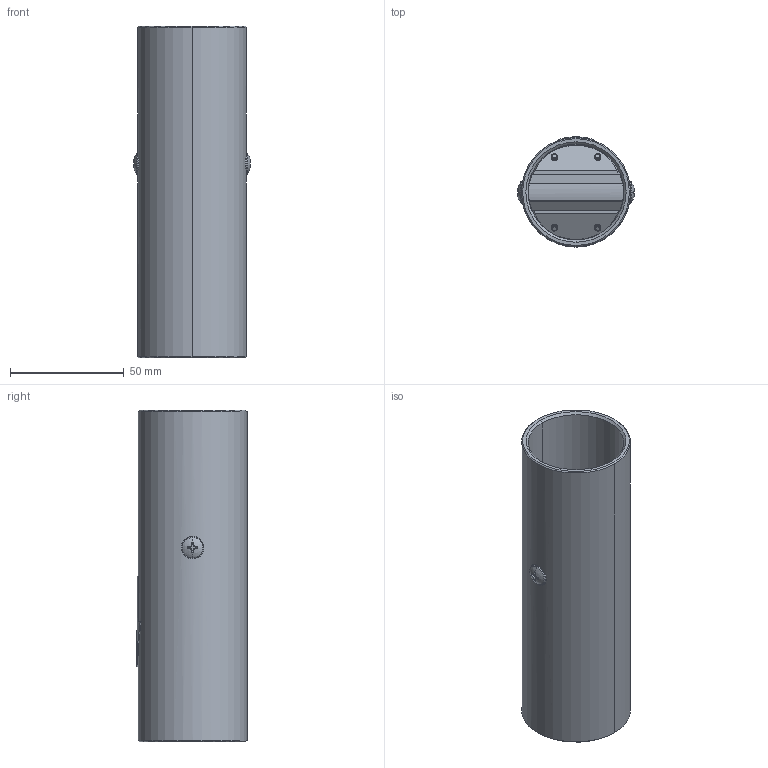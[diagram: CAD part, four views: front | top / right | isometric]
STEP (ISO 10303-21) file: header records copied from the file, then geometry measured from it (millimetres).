
FILE_DESCRIPTION((''),'2;1');
FILE_NAME('401-00087_ASM','2020-09-02T',('fjelitto'),('vacuvane vacuum technology gmbh'),'CREO PARAMETRIC BY PTC INC, 2018360','CREO PARAMETRIC BY PTC INC, 2018360','');
FILE_SCHEMA(('CONFIG_CONTROL_DESIGN'));
Length unit declared in the file: millimetre
Products named in the file (19): 401-00087-01; 1_5IN_INTERNALS_SPRING-1_-44646; 1_5IN_INTERNALS_SPRING-1_-44647; 1_5IN_INTERNALS_SPRING-1_-44648; 1_5IN_INTERNALS_SPRING-1_-44650; 1_5IN_INTERNALS_SPRING-1_-44656; 1_5IN_INTERNALS_SPRING-1_-44657; 1_5IN_INTERNALS_SPRING-1_-44658; 1_5IN_INTERNALS_SPRING-1_-44659; 1_5IN_INTERNALS_SPRING-1_-44661; 1_5IN_INTERNALS_SPRING-1_-44662; 1_5IN_INTERNALS_SPRING-1_-44663; 1_5IN_INTERNALS_SPRING-1_-44666; 1_5IN_INTERNALS_SPRING-1_-44667; 1_5IN_INTERNALS_SPRING-1_-44668; 13-1-0SP__1_5__ASM; 900-00041-03-DS_ASM; 900-00041-10; 401-00087_ASM
Assembly tree (19 placements, depth 4):
  401-00087_ASM
    401-00087-01
    900-00041-03-DS_ASM
      13-1-0SP__1_5__ASM
        1_5IN_INTERNALS_SPRING-1_-44646
        1_5IN_INTERNALS_SPRING-1_-44647
        1_5IN_INTERNALS_SPRING-1_-44648
        1_5IN_INTERNALS_SPRING-1_-44650
        1_5IN_INTERNALS_SPRING-1_-44656
        1_5IN_INTERNALS_SPRING-1_-44657
        1_5IN_INTERNALS_SPRING-1_-44658
        1_5IN_INTERNALS_SPRING-1_-44659
        1_5IN_INTERNALS_SPRING-1_-44661
        1_5IN_INTERNALS_SPRING-1_-44662
        1_5IN_INTERNALS_SPRING-1_-44663
        1_5IN_INTERNALS_SPRING-1_-44666
        1_5IN_INTERNALS_SPRING-1_-44667
        1_5IN_INTERNALS_SPRING-1_-44668
    900-00041-10  x2
Bounding box: 51.62 x 48.5 x 146 mm (x, y, z)
Volume: 74291.9 mm3; surface area: 57037.7 mm2
Topology: 17 solids, 17 shells, 977 faces, 2911 edges, 1975 vertices
Faces by surface type: cylinder 601, plane 194, cone 106, torus 32, bspline 26, sphere 16, extrusion 2
Entity records: 66534 total; most frequent: CARTESIAN_POINT 44711, ORIENTED_EDGE 5120, DIRECTION 3683, EDGE_CURVE 2560, VERTEX_POINT 1739, AXIS2_PLACEMENT_3D 1436, B_SPLINE_CURVE_WITH_KNOTS 1210, EDGE_LOOP 919
